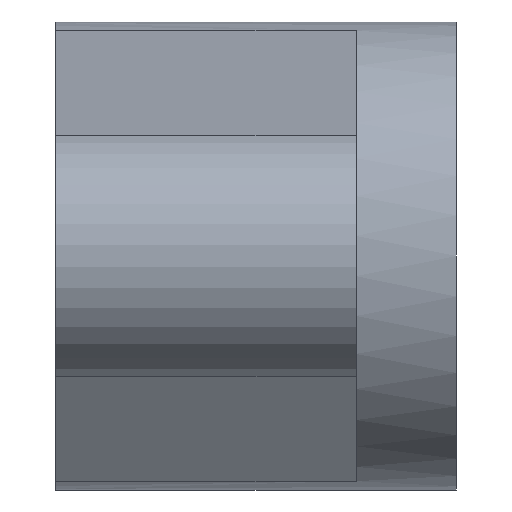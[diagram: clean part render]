
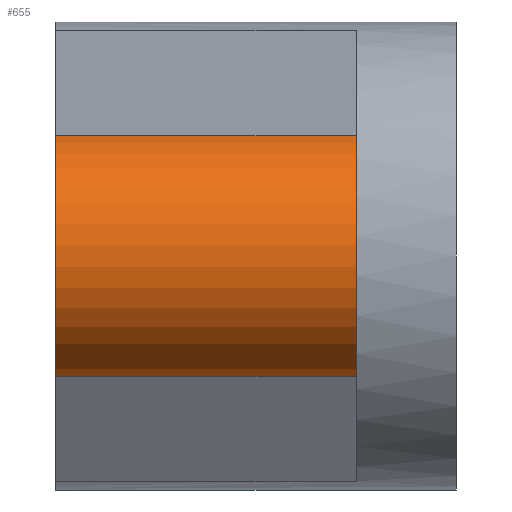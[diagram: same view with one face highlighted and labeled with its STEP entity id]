
A CAD part, left-side view. The second image highlights one B-rep face of the part: STEP entity #655.
In plain terms, the highlighted cylindrical face has radius 2.5 mm (diameter 5 mm), a partial arc.
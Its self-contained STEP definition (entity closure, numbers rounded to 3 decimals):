
#5 = AXIS2_PLACEMENT_3D ( 'NONE', #124, #181, #243 ) ;
#30 = CARTESIAN_POINT ( 'NONE',  ( -8.68, 6., 2.406 ) ) ;
#38 = DIRECTION ( 'NONE',  ( 0., 0., 1. ) ) ;
#43 = CIRCLE ( 'NONE', #5, 2.5 ) ;
#47 = EDGE_LOOP ( 'NONE', ( #630, #397, #407, #551 ) ) ;
#48 = CARTESIAN_POINT ( 'NONE',  ( -8.68, 0., -2.406 ) ) ;
#87 = EDGE_CURVE ( 'NONE', #617, #162, #395, .T. ) ;
#89 = CARTESIAN_POINT ( 'NONE',  ( -8., 0., 0. ) ) ;
#106 = VECTOR ( 'NONE', #435, 1000. ) ;
#124 = CARTESIAN_POINT ( 'NONE',  ( -8., 6., 0. ) ) ;
#156 = VERTEX_POINT ( 'NONE', #522 ) ;
#162 = VERTEX_POINT ( 'NONE', #525 ) ;
#174 = DIRECTION ( 'NONE',  ( 0., 0., -1. ) ) ;
#177 = CARTESIAN_POINT ( 'NONE',  ( -8., 6., 0. ) ) ;
#181 = DIRECTION ( 'NONE',  ( 0., 1., 0. ) ) ;
#206 = LINE ( 'NONE', #599, #328 ) ;
#243 = DIRECTION ( 'NONE',  ( 0., 0., 1. ) ) ;
#263 = AXIS2_PLACEMENT_3D ( 'NONE', #177, #343, #174 ) ;
#293 = CYLINDRICAL_SURFACE ( 'NONE', #263, 2.5 ) ;
#309 = DIRECTION ( 'NONE',  ( 0., 1., 0. ) ) ;
#328 = VECTOR ( 'NONE', #712, 1000. ) ;
#343 = DIRECTION ( 'NONE',  ( 0., -1., 0. ) ) ;
#395 = CIRCLE ( 'NONE', #505, 2.5 ) ;
#397 = ORIENTED_EDGE ( 'NONE', *, *, #529, .F. ) ;
#407 = ORIENTED_EDGE ( 'NONE', *, *, #694, .F. ) ;
#415 = CARTESIAN_POINT ( 'NONE',  ( -8.68, 6., -2.406 ) ) ;
#435 = DIRECTION ( 'NONE',  ( 0., -1., 0. ) ) ;
#466 = FACE_OUTER_BOUND ( 'NONE', #47, .T. ) ;
#499 = EDGE_CURVE ( 'NONE', #713, #617, #206, .T. ) ;
#505 = AXIS2_PLACEMENT_3D ( 'NONE', #89, #309, #38 ) ;
#522 = CARTESIAN_POINT ( 'NONE',  ( -8.68, 6., 2.406 ) ) ;
#525 = CARTESIAN_POINT ( 'NONE',  ( -8.68, 0., 2.406 ) ) ;
#529 = EDGE_CURVE ( 'NONE', #156, #162, #596, .T. ) ;
#551 = ORIENTED_EDGE ( 'NONE', *, *, #499, .T. ) ;
#596 = LINE ( 'NONE', #30, #106 ) ;
#599 = CARTESIAN_POINT ( 'NONE',  ( -8.68, 6., -2.406 ) ) ;
#617 = VERTEX_POINT ( 'NONE', #48 ) ;
#630 = ORIENTED_EDGE ( 'NONE', *, *, #87, .T. ) ;
#655 = ADVANCED_FACE ( 'NONE', ( #466 ), #293, .T. ) ;
#694 = EDGE_CURVE ( 'NONE', #713, #156, #43, .T. ) ;
#712 = DIRECTION ( 'NONE',  ( 0., -1., 0. ) ) ;
#713 = VERTEX_POINT ( 'NONE', #415 ) ;
